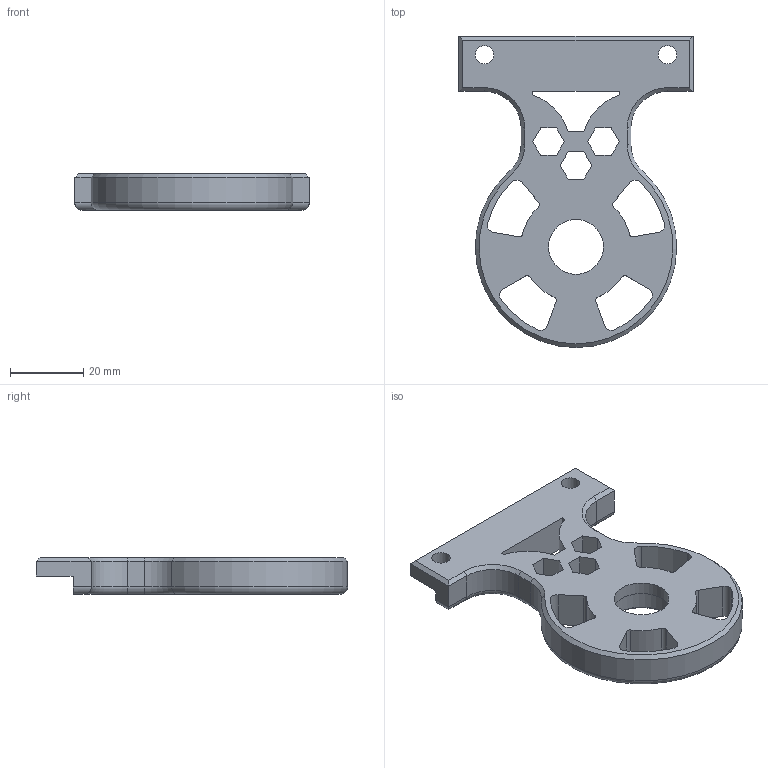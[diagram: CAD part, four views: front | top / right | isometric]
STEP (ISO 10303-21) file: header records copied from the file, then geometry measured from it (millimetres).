
FILE_DESCRIPTION(/* description */ (''),/* implementation_level */ '2;1');
FILE_NAME(/* name */ 'Forearm_short_2.stp',/* time_stamp */ '2021-11-20T17:42:13+01:00',/* author */ ('Teo'),/* organization */ (''),/* preprocessor_version */ 'ST-DEVELOPER v18.1',/* originating_system */ 'Autodesk Inventor 2022',/* authorisation */ '');
FILE_SCHEMA (('AUTOMOTIVE_DESIGN { 1 0 10303 214 3 1 1 }'));
Length unit declared in the file: millimetre
Products named in the file (1): Vez4_lite
Bounding box: 64 x 85 x 10 mm (x, y, z)
Volume: 24317.2 mm3; surface area: 12058.3 mm2
Topology: 1 solids, 1 shells, 101 faces, 272 edges, 174 vertices
Faces by surface type: plane 49, cylinder 41, cone 6, torus 5
Full cylindrical faces by diameter (mm): 5 x2, 15 x1, 19 x1
Entity records: 3249 total; most frequent: DIRECTION 570, CARTESIAN_POINT 548, ORIENTED_EDGE 544, EDGE_CURVE 272, AXIS2_PLACEMENT_3D 196, LINE 178, VECTOR 178, VERTEX_POINT 174
